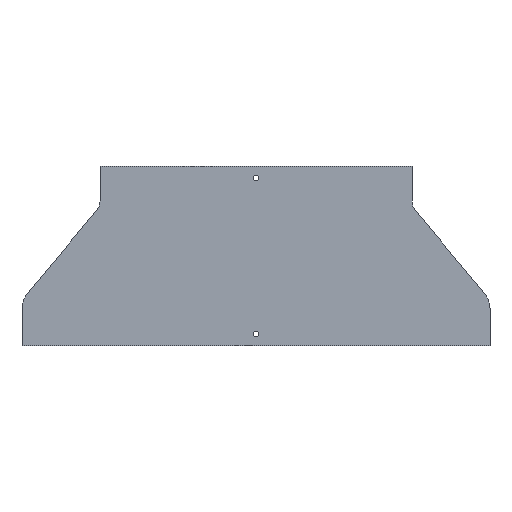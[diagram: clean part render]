
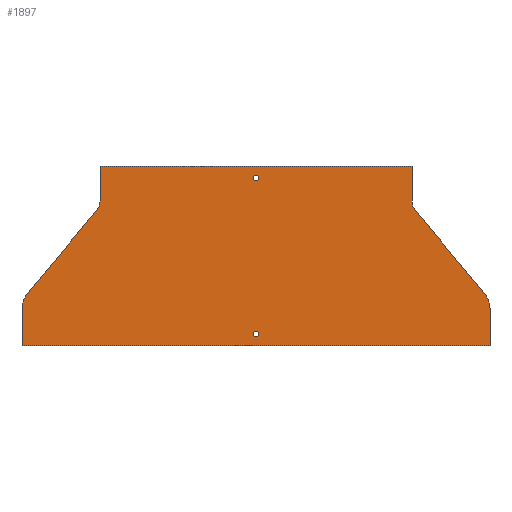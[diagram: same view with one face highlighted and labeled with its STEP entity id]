
A CAD part, front view. The second image highlights one B-rep face of the part: STEP entity #1897.
In plain terms, the highlighted planar face has unit normal (0, -1, 0).
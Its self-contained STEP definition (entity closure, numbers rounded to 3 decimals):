
#4 = DIRECTION ( 'NONE',  ( 0., 0., 1. ) ) ;
#5 = DIRECTION ( 'NONE',  ( 0., -1., 0. ) ) ;
#15 = DIRECTION ( 'NONE',  ( 0., 0., -1. ) ) ;
#19 = CARTESIAN_POINT ( 'NONE',  ( -220., 0., -44.139 ) ) ;
#22 = CARTESIAN_POINT ( 'NONE',  ( 0., 0., -215. ) ) ;
#35 = DIRECTION ( 'NONE',  ( -1., 0., 0. ) ) ;
#40 = DIRECTION ( 'NONE',  ( 0., -1., 0. ) ) ;
#42 = CARTESIAN_POINT ( 'NONE',  ( -300., 0., -230. ) ) ;
#70 = VECTOR ( 'NONE', #840, 1000. ) ;
#77 = EDGE_LOOP ( 'NONE', ( #249, #250, #251, #252, #253, #254, #255, #256, #257, #258, #259, #260 ) ) ;
#93 = EDGE_LOOP ( 'NONE', ( #247 ) ) ;
#111 = EDGE_LOOP ( 'NONE', ( #248 ) ) ;
#247 = ORIENTED_EDGE ( 'NONE', *, *, #993, .F. ) ;
#248 = ORIENTED_EDGE ( 'NONE', *, *, #1163, .F. ) ;
#249 = ORIENTED_EDGE ( 'NONE', *, *, #1155, .F. ) ;
#250 = ORIENTED_EDGE ( 'NONE', *, *, #1013, .F. ) ;
#251 = ORIENTED_EDGE ( 'NONE', *, *, #1016, .F. ) ;
#252 = ORIENTED_EDGE ( 'NONE', *, *, #1027, .F. ) ;
#253 = ORIENTED_EDGE ( 'NONE', *, *, #1030, .F. ) ;
#254 = ORIENTED_EDGE ( 'NONE', *, *, #1056, .F. ) ;
#255 = ORIENTED_EDGE ( 'NONE', *, *, #1059, .F. ) ;
#256 = ORIENTED_EDGE ( 'NONE', *, *, #1045, .F. ) ;
#257 = ORIENTED_EDGE ( 'NONE', *, *, #1053, .F. ) ;
#258 = ORIENTED_EDGE ( 'NONE', *, *, #994, .F. ) ;
#259 = ORIENTED_EDGE ( 'NONE', *, *, #1156, .F. ) ;
#260 = ORIENTED_EDGE ( 'NONE', *, *, #1159, .F. ) ;
#309 = CARTESIAN_POINT ( 'NONE',  ( 0., 0., -18.5 ) ) ;
#493 = DIRECTION ( 'NONE',  ( 0., 0., 1. ) ) ;
#495 = PLANE ( 'NONE',  #1233 ) ;
#497 = CARTESIAN_POINT ( 'NONE',  ( 204.636, 0., -56.942 ) ) ;
#498 = CARTESIAN_POINT ( 'NONE',  ( -220., 0., -44.139 ) ) ;
#508 = DIRECTION ( 'NONE',  ( 0., 1., 0. ) ) ;
#525 = DIRECTION ( 'NONE',  ( 0., 0., 1. ) ) ;
#556 = CARTESIAN_POINT ( 'NONE',  ( -200., 0., 0. ) ) ;
#568 = CARTESIAN_POINT ( 'NONE',  ( -200., 0., 0. ) ) ;
#614 = CARTESIAN_POINT ( 'NONE',  ( 0., 0., -218.5 ) ) ;
#671 = CARTESIAN_POINT ( 'NONE',  ( 200., 0., 0. ) ) ;
#691 = CARTESIAN_POINT ( 'NONE',  ( -200., 0., -44.139 ) ) ;
#724 = CARTESIAN_POINT ( 'NONE',  ( -300., 0., -182.241 ) ) ;
#732 = CARTESIAN_POINT ( 'NONE',  ( -300., 0., -230. ) ) ;
#735 = CARTESIAN_POINT ( 'NONE',  ( -204.636, 0., -56.942 ) ) ;
#738 = CARTESIAN_POINT ( 'NONE',  ( -293.047, 0., -163.035 ) ) ;
#745 = CARTESIAN_POINT ( 'NONE',  ( 300., 0., -230. ) ) ;
#759 = CARTESIAN_POINT ( 'NONE',  ( 204.636, 0., -56.942 ) ) ;
#763 = CARTESIAN_POINT ( 'NONE',  ( 300., 0., -182.241 ) ) ;
#771 = CARTESIAN_POINT ( 'NONE',  ( 293.047, 0., -163.035 ) ) ;
#778 = CARTESIAN_POINT ( 'NONE',  ( 200., 0., 0. ) ) ;
#779 = CARTESIAN_POINT ( 'NONE',  ( -200., 0., 0. ) ) ;
#795 = DIRECTION ( 'NONE',  ( 0., 0., -1. ) ) ;
#796 = DIRECTION ( 'NONE',  ( 0., -1., 0. ) ) ;
#797 = CARTESIAN_POINT ( 'NONE',  ( 0., 0., -15. ) ) ;
#799 = CARTESIAN_POINT ( 'NONE',  ( 200., 0., -44.139 ) ) ;
#802 = DIRECTION ( 'NONE',  ( 0.64, 0., -0.768 ) ) ;
#815 = DIRECTION ( 'NONE',  ( 1., 0., 0. ) ) ;
#838 = CARTESIAN_POINT ( 'NONE',  ( -300., 0., -182.241 ) ) ;
#840 = DIRECTION ( 'NONE',  ( 0., 0., 1. ) ) ;
#843 = DIRECTION ( 'NONE',  ( 0.64, 0., 0.768 ) ) ;
#849 = CARTESIAN_POINT ( 'NONE',  ( -204.636, 0., -56.942 ) ) ;
#858 = CARTESIAN_POINT ( 'NONE',  ( -270., 0., -182.241 ) ) ;
#859 = DIRECTION ( 'NONE',  ( 0., 0., 1. ) ) ;
#860 = DIRECTION ( 'NONE',  ( 0., 1., 0. ) ) ;
#902 = CARTESIAN_POINT ( 'NONE',  ( 270., 0., -182.241 ) ) ;
#904 = DIRECTION ( 'NONE',  ( 0., 1., 0. ) ) ;
#921 = DIRECTION ( 'NONE',  ( 0., 0., -1. ) ) ;
#933 = CARTESIAN_POINT ( 'NONE',  ( 220., 0., -44.139 ) ) ;
#937 = DIRECTION ( 'NONE',  ( 0., 0., -1. ) ) ;
#959 = DIRECTION ( 'NONE',  ( 0., 0., -1. ) ) ;
#966 = CARTESIAN_POINT ( 'NONE',  ( 300., 0., -182.241 ) ) ;
#982 = DIRECTION ( 'NONE',  ( 0., 0., -1. ) ) ;
#985 = DIRECTION ( 'NONE',  ( 0., -1., 0. ) ) ;
#993 = EDGE_CURVE ( 'NONE', #2062, #2062, #1605, .T. ) ;
#994 = EDGE_CURVE ( 'NONE', #1540, #1571, #1607, .T. ) ;
#1013 = EDGE_CURVE ( 'NONE', #1531, #1542, #1632, .T. ) ;
#1016 = EDGE_CURVE ( 'NONE', #1518, #1531, #1640, .T. ) ;
#1027 = EDGE_CURVE ( 'NONE', #1512, #1518, #1657, .T. ) ;
#1030 = EDGE_CURVE ( 'NONE', #1521, #1512, #1662, .T. ) ;
#1045 = EDGE_CURVE ( 'NONE', #1505, #1506, #1688, .T. ) ;
#1053 = EDGE_CURVE ( 'NONE', #1571, #1505, #1700, .T. ) ;
#1056 = EDGE_CURVE ( 'NONE', #1497, #1521, #1708, .T. ) ;
#1059 = EDGE_CURVE ( 'NONE', #1506, #1497, #1713, .T. ) ;
#1155 = EDGE_CURVE ( 'NONE', #1542, #1547, #1878, .T. ) ;
#1156 = EDGE_CURVE ( 'NONE', #1537, #1540, #1940, .T. ) ;
#1159 = EDGE_CURVE ( 'NONE', #1547, #1537, #1944, .T. ) ;
#1163 = EDGE_CURVE ( 'NONE', #2065, #2065, #1952, .T. ) ;
#1165 = AXIS2_PLACEMENT_3D ( 'NONE', #22, #40, #15 ) ;
#1166 = AXIS2_PLACEMENT_3D ( 'NONE', #19, #5, #4 ) ;
#1179 = AXIS2_PLACEMENT_3D ( 'NONE', #902, #904, #959 ) ;
#1186 = AXIS2_PLACEMENT_3D ( 'NONE', #933, #985, #937 ) ;
#1214 = AXIS2_PLACEMENT_3D ( 'NONE', #858, #860, #859 ) ;
#1215 = AXIS2_PLACEMENT_3D ( 'NONE', #797, #796, #795 ) ;
#1233 = AXIS2_PLACEMENT_3D ( 'NONE', #498, #508, #493 ) ;
#1497 = VERTEX_POINT ( 'NONE', #799 ) ;
#1505 = VERTEX_POINT ( 'NONE', #779 ) ;
#1506 = VERTEX_POINT ( 'NONE', #778 ) ;
#1512 = VERTEX_POINT ( 'NONE', #771 ) ;
#1518 = VERTEX_POINT ( 'NONE', #763 ) ;
#1521 = VERTEX_POINT ( 'NONE', #759 ) ;
#1531 = VERTEX_POINT ( 'NONE', #745 ) ;
#1537 = VERTEX_POINT ( 'NONE', #738 ) ;
#1540 = VERTEX_POINT ( 'NONE', #735 ) ;
#1542 = VERTEX_POINT ( 'NONE', #732 ) ;
#1547 = VERTEX_POINT ( 'NONE', #724 ) ;
#1571 = VERTEX_POINT ( 'NONE', #691 ) ;
#1605 = CIRCLE ( 'NONE', #1165, 3.5 ) ;
#1607 = CIRCLE ( 'NONE', #1166, 20. ) ;
#1632 = LINE ( 'NONE', #42, #1637 ) ;
#1637 = VECTOR ( 'NONE', #35, 1000. ) ;
#1640 = LINE ( 'NONE', #966, #1643 ) ;
#1643 = VECTOR ( 'NONE', #921, 1000. ) ;
#1657 = CIRCLE ( 'NONE', #1179, 30. ) ;
#1662 = LINE ( 'NONE', #497, #1665 ) ;
#1665 = VECTOR ( 'NONE', #802, 1000. ) ;
#1688 = LINE ( 'NONE', #556, #1691 ) ;
#1691 = VECTOR ( 'NONE', #815, 1000. ) ;
#1700 = LINE ( 'NONE', #568, #1706 ) ;
#1706 = VECTOR ( 'NONE', #525, 1000. ) ;
#1708 = CIRCLE ( 'NONE', #1186, 20. ) ;
#1713 = LINE ( 'NONE', #671, #1716 ) ;
#1716 = VECTOR ( 'NONE', #982, 1000. ) ;
#1878 = LINE ( 'NONE', #838, #70 ) ;
#1897 = ADVANCED_FACE ( 'NONE', ( #1963, #1985, #1983 ), #495, .F. ) ;
#1940 = LINE ( 'NONE', #849, #1941 ) ;
#1941 = VECTOR ( 'NONE', #843, 1000. ) ;
#1944 = CIRCLE ( 'NONE', #1214, 30. ) ;
#1952 = CIRCLE ( 'NONE', #1215, 3.5 ) ;
#1963 = FACE_BOUND ( 'NONE', #93, .T. ) ;
#1983 = FACE_OUTER_BOUND ( 'NONE', #77, .T. ) ;
#1985 = FACE_BOUND ( 'NONE', #111, .T. ) ;
#2062 = VERTEX_POINT ( 'NONE', #614 ) ;
#2065 = VERTEX_POINT ( 'NONE', #309 ) ;
